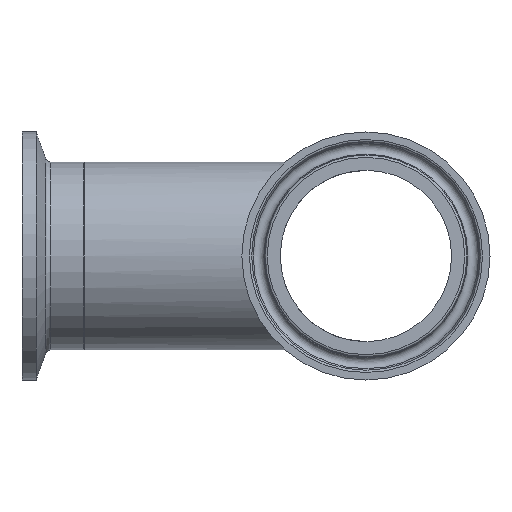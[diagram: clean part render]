
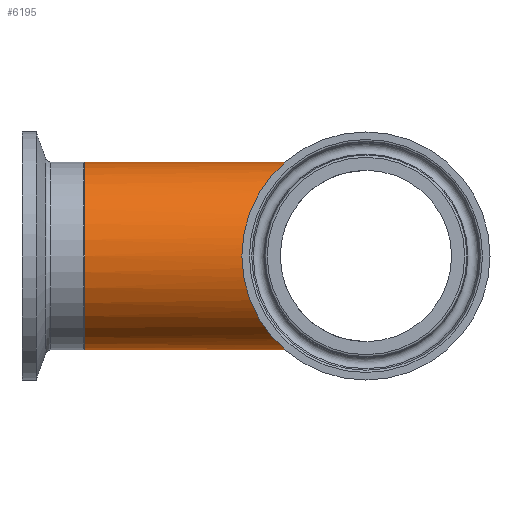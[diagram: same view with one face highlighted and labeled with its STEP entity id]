
A CAD part, left-side view. The second image highlights one B-rep face of the part: STEP entity #6195.
In plain terms, the highlighted cylindrical face has radius 19.05 mm (diameter 38.1 mm), a full revolution.
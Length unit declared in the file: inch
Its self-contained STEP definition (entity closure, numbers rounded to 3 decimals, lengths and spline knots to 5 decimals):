
#64=ELLIPSE('',#6498,1.06066,0.75);
#65=ELLIPSE('',#6499,1.06066,0.75);
#153=FACE_BOUND('',#1223,.T.);
#789=FACE_OUTER_BOUND('',#1222,.T.);
#1222=EDGE_LOOP('',(#5701,#5702));
#1223=EDGE_LOOP('',(#5703));
#2169=CIRCLE('',#6539,0.75);
#3033=VERTEX_POINT('',#13098);
#3034=VERTEX_POINT('',#13099);
#3052=VERTEX_POINT('',#13158);
#3910=EDGE_CURVE('',#3033,#3034,#64,.T.);
#3911=EDGE_CURVE('',#3034,#3033,#65,.T.);
#3929=EDGE_CURVE('',#3052,#3052,#2169,.T.);
#5701=ORIENTED_EDGE('',*,*,#3911,.F.);
#5702=ORIENTED_EDGE('',*,*,#3910,.F.);
#5703=ORIENTED_EDGE('',*,*,#3929,.F.);
#5759=CYLINDRICAL_SURFACE('',#6604,0.75);
#6195=ADVANCED_FACE('',(#789,#153),#5759,.T.);
#6498=AXIS2_PLACEMENT_3D('',#13100,#7604,#7605);
#6499=AXIS2_PLACEMENT_3D('',#13101,#7606,#7607);
#6539=AXIS2_PLACEMENT_3D('',#13159,#7686,#7687);
#6604=AXIS2_PLACEMENT_3D('',#13257,#7816,#7817);
#7604=DIRECTION('center_axis',(0.707,-0.707,0.));
#7605=DIRECTION('ref_axis',(-0.707,-0.707,0.));
#7606=DIRECTION('center_axis',(-0.707,-0.707,0.));
#7607=DIRECTION('ref_axis',(-0.707,0.707,0.));
#7686=DIRECTION('center_axis',(0.,1.,0.));
#7687=DIRECTION('ref_axis',(1.,0.,0.));
#7816=DIRECTION('center_axis',(0.,1.,0.));
#7817=DIRECTION('ref_axis',(-1.,0.,0.));
#13098=CARTESIAN_POINT('',(0.,0.,
-0.75));
#13099=CARTESIAN_POINT('',(0.,0.,
0.75));
#13100=CARTESIAN_POINT('Origin',(0.,0.,
0.));
#13101=CARTESIAN_POINT('Origin',(0.,0.,
0.));
#13158=CARTESIAN_POINT('',(-0.75,2.25,0.));
#13159=CARTESIAN_POINT('Origin',(0.,2.25,0.));
#13257=CARTESIAN_POINT('Origin',(0.,1.125,0.));
